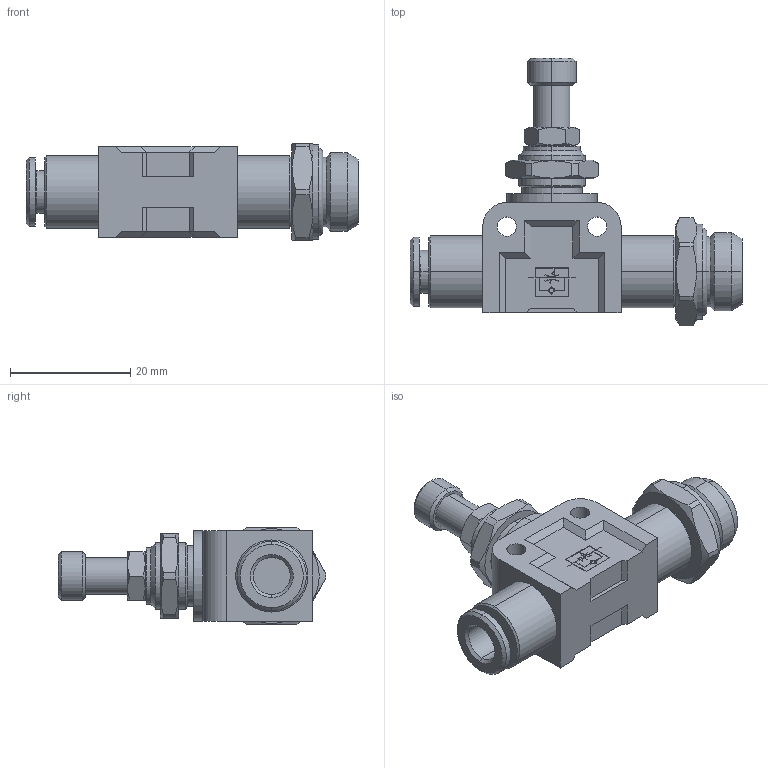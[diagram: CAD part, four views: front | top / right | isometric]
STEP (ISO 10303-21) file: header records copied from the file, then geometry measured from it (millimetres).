
FILE_DESCRIPTION (( 'STEP AP203' ), '1' );
FILE_NAME ('04250V32.STEP', '2011-07-01T09:37:26', ( '' ), ( 'sopra-pneumatic' ), 'SwSTEP 2.0', 'SolidWorks 2011', '' );
FILE_SCHEMA (( 'CONFIG_CONTROL_DESIGN' ));
Length unit declared in the file: millimetre
Products named in the file (1): 04250V32
Bounding box: 55.2 x 44.51 x 16 mm (x, y, z)
Volume: 10061.8 mm3; surface area: 5622.8 mm2
Topology: 1 solids, 5 shells, 265 faces, 654 edges, 422 vertices
Faces by surface type: plane 143, cylinder 80, cone 40, torus 2
Entity records: 8201 total; most frequent: CARTESIAN_POINT 1796, DIRECTION 1308, ORIENTED_EDGE 1308, EDGE_CURVE 654, AXIS2_PLACEMENT_3D 450, VERTEX_POINT 422, LINE 408, VECTOR 408
